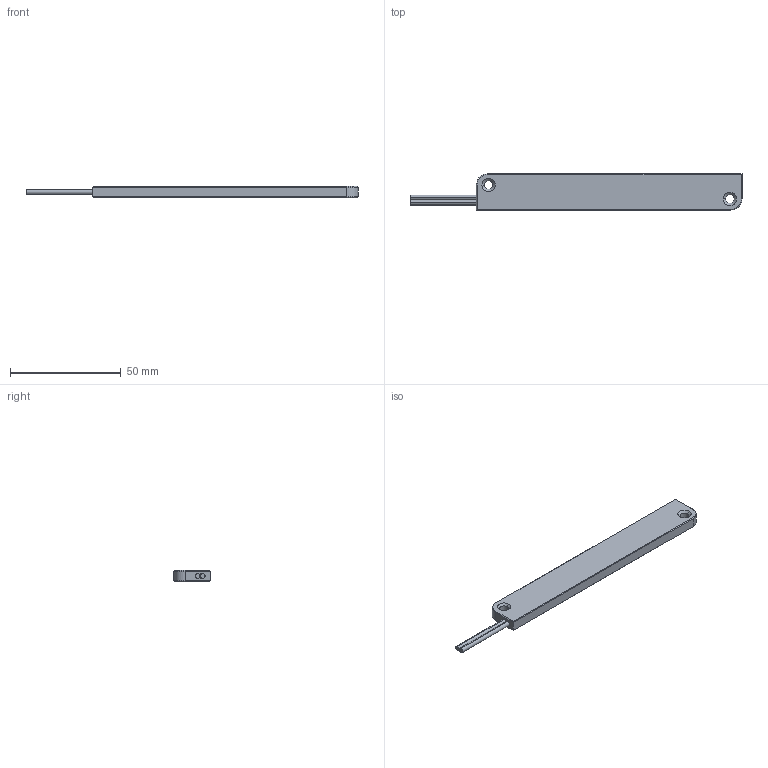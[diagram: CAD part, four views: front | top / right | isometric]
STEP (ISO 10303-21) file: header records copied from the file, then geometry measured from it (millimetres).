
FILE_DESCRIPTION((''),'2;1');
FILE_NAME('PR100QL','2022-03-01T10:46:00',('Administrator'),(''),'CREO PARAMETRIC BY PTC INC, 2021023','CREO PARAMETRIC BY PTC INC, 2021023','');
FILE_SCHEMA(('CONFIG_CONTROL_DESIGN'));
Length unit declared in the file: millimetre
Products named in the file (1): PR100QL
Bounding box: 150 x 16.3 x 5 mm (x, y, z)
Volume: 9711.7 mm3; surface area: 7170.3 mm2
Topology: 4 solids, 4 shells, 119 faces, 310 edges, 200 vertices
Faces by surface type: cylinder 78, plane 29, cone 12
Entity records: 3880 total; most frequent: DIRECTION 716, CARTESIAN_POINT 629, ORIENTED_EDGE 620, EDGE_CURVE 310, AXIS2_PLACEMENT_3D 287, VERTEX_POINT 200, EDGE_LOOP 188, CIRCLE 168
